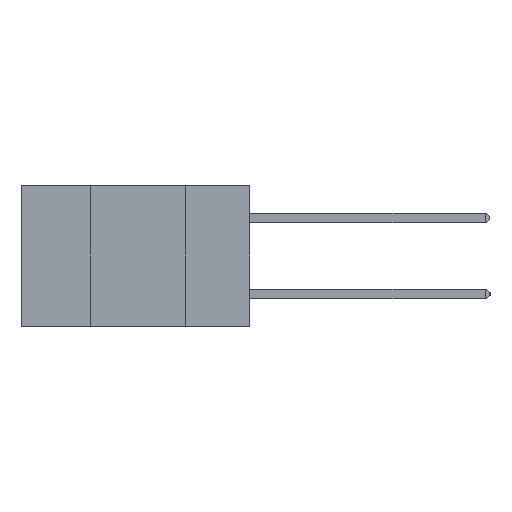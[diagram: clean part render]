
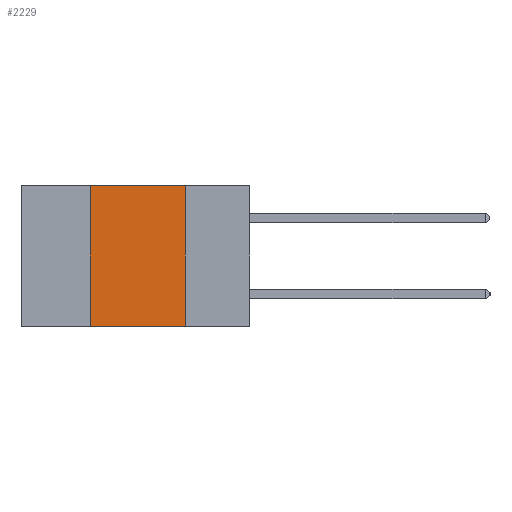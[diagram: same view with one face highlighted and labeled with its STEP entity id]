
A CAD part, left-side view. The second image highlights one B-rep face of the part: STEP entity #2229.
In plain terms, the highlighted planar face has unit normal (-1, 0, 0).
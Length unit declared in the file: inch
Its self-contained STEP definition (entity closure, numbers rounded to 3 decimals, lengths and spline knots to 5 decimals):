
#1243 = AXIS2_PLACEMENT_3D ( 'NONE', #2866, #16653, #11743 ) ;
#2229 = ADVANCED_FACE ( 'NONE', ( #20468 ), #16921, .F. ) ;
#2866 = CARTESIAN_POINT ( 'NONE',  ( 0., 0.6, 0. ) ) ;
#2989 = LINE ( 'NONE', #8976, #11703 ) ;
#3359 = ORIENTED_EDGE ( 'NONE', *, *, #3982, .F. ) ;
#3926 = VECTOR ( 'NONE', #6978, 39.37008 ) ;
#3982 = EDGE_CURVE ( 'NONE', #11451, #20757, #12558, .T. ) ;
#5380 = VECTOR ( 'NONE', #22524, 39.37008 ) ;
#6016 = DIRECTION ( 'NONE',  ( 0., -1., 0. ) ) ;
#6978 = DIRECTION ( 'NONE',  ( 0., 0., -1. ) ) ;
#7331 = CARTESIAN_POINT ( 'NONE',  ( 0., 0.42, -0.37 ) ) ;
#7842 = ORIENTED_EDGE ( 'NONE', *, *, #10926, .F. ) ;
#8976 = CARTESIAN_POINT ( 'NONE',  ( 0., 0.6, -0.37 ) ) ;
#9643 = VECTOR ( 'NONE', #6016, 39.37008 ) ;
#9924 = LINE ( 'NONE', #13850, #5380 ) ;
#10165 = CARTESIAN_POINT ( 'NONE',  ( 0., 0.17, -0.37 ) ) ;
#10677 = DIRECTION ( 'NONE',  ( 0., -1., 0. ) ) ;
#10926 = EDGE_CURVE ( 'NONE', #15452, #14689, #9924, .T. ) ;
#11451 = VERTEX_POINT ( 'NONE', #18673 ) ;
#11703 = VECTOR ( 'NONE', #10677, 39.37008 ) ;
#11743 = DIRECTION ( 'NONE',  ( 0., 0., -1. ) ) ;
#11998 = ORIENTED_EDGE ( 'NONE', *, *, #16789, .F. ) ;
#12558 = LINE ( 'NONE', #20055, #3926 ) ;
#12902 = ORIENTED_EDGE ( 'NONE', *, *, #13232, .T. ) ;
#13232 = EDGE_CURVE ( 'NONE', #15452, #20757, #2989, .T. ) ;
#13850 = CARTESIAN_POINT ( 'NONE',  ( 0., 0.42, 0. ) ) ;
#14466 = CARTESIAN_POINT ( 'NONE',  ( 0., 0.42, 0. ) ) ;
#14689 = VERTEX_POINT ( 'NONE', #14466 ) ;
#15165 = EDGE_LOOP ( 'NONE', ( #3359, #11998, #7842, #12902 ) ) ;
#15452 = VERTEX_POINT ( 'NONE', #7331 ) ;
#16653 = DIRECTION ( 'NONE',  ( 1., 0., 0. ) ) ;
#16789 = EDGE_CURVE ( 'NONE', #14689, #11451, #18833, .T. ) ;
#16921 = PLANE ( 'NONE',  #1243 ) ;
#18673 = CARTESIAN_POINT ( 'NONE',  ( 0., 0.17, 0. ) ) ;
#18833 = LINE ( 'NONE', #21477, #9643 ) ;
#20055 = CARTESIAN_POINT ( 'NONE',  ( 0., 0.17, 0. ) ) ;
#20468 = FACE_OUTER_BOUND ( 'NONE', #15165, .T. ) ;
#20757 = VERTEX_POINT ( 'NONE', #10165 ) ;
#21477 = CARTESIAN_POINT ( 'NONE',  ( 0., 0.6, 0. ) ) ;
#22524 = DIRECTION ( 'NONE',  ( 0., 0., 1. ) ) ;
